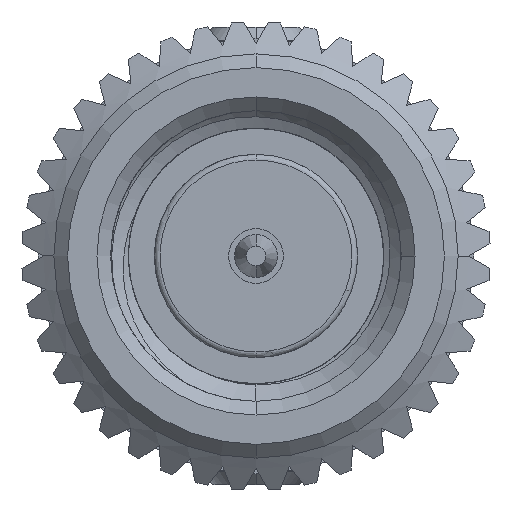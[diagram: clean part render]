
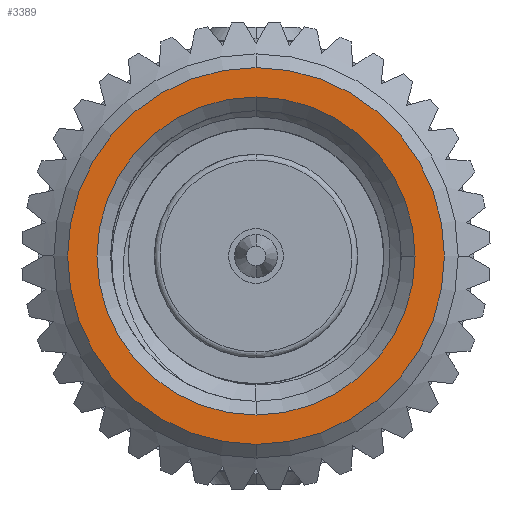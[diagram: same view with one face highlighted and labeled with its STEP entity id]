
A CAD part, left-side view. The second image highlights one B-rep face of the part: STEP entity #3389.
In plain terms, the highlighted face is planar.
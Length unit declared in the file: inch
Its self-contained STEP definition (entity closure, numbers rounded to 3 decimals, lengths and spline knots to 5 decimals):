
#332 = CARTESIAN_POINT ( 'NONE',  ( 0.13681, -1.00394, 0. ) ) ;
#430 = FACE_OUTER_BOUND ( 'NONE', #2588, .T. ) ;
#735 = CARTESIAN_POINT ( 'NONE',  ( 0., -1.00394, -0.13681 ) ) ;
#1524 = CARTESIAN_POINT ( 'NONE',  ( 0., -1.00394, 0. ) ) ;
#1764 = VERTEX_POINT ( 'NONE', #735 ) ;
#1790 = ORIENTED_EDGE ( 'NONE', *, *, #2195, .F. ) ;
#2023 = CARTESIAN_POINT ( 'NONE',  ( 0., -1.00394, -0.16206 ) ) ;
#2161 = VERTEX_POINT ( 'NONE', #5769 ) ;
#2195 = EDGE_CURVE ( 'NONE', #3418, #5950, #4399, .T. ) ;
#2588 = EDGE_LOOP ( 'NONE', ( #3312, #1790 ) ) ;
#2813 = CIRCLE ( 'NONE', #4018, 0.16206 ) ;
#3266 = CIRCLE ( 'NONE', #5535, 0.13681 ) ;
#3281 = VERTEX_POINT ( 'NONE', #332 ) ;
#3306 = CARTESIAN_POINT ( 'NONE',  ( 0., -1.00394, 0.16206 ) ) ;
#3312 = ORIENTED_EDGE ( 'NONE', *, *, #6475, .F. ) ;
#3327 = CARTESIAN_POINT ( 'NONE',  ( 0., -1.00394, 0. ) ) ;
#3389 = ADVANCED_FACE ( 'NONE', ( #430, #6970 ), #4003, .T. ) ;
#3418 = VERTEX_POINT ( 'NONE', #2023 ) ;
#3440 = CARTESIAN_POINT ( 'NONE',  ( 0., -1.00394, 0. ) ) ;
#3912 = EDGE_LOOP ( 'NONE', ( #8574, #4741, #8571 ) ) ;
#3943 = DIRECTION ( 'NONE',  ( 1., 0., 0. ) ) ;
#4003 = PLANE ( 'NONE',  #6369 ) ;
#4018 = AXIS2_PLACEMENT_3D ( 'NONE', #8785, #8606, #8650 ) ;
#4154 = DIRECTION ( 'NONE',  ( 0., 1., 0. ) ) ;
#4399 = CIRCLE ( 'NONE', #5593, 0.16206 ) ;
#4541 = EDGE_CURVE ( 'NONE', #1764, #2161, #8803, .T. ) ;
#4741 = ORIENTED_EDGE ( 'NONE', *, *, #6099, .T. ) ;
#4747 = AXIS2_PLACEMENT_3D ( 'NONE', #3327, #6869, #3943 ) ;
#4921 = CIRCLE ( 'NONE', #8535, 0.13681 ) ;
#5535 = AXIS2_PLACEMENT_3D ( 'NONE', #3440, #8531, #6460 ) ;
#5593 = AXIS2_PLACEMENT_3D ( 'NONE', #1524, #7930, #5717 ) ;
#5717 = DIRECTION ( 'NONE',  ( 0., 0., 1. ) ) ;
#5769 = CARTESIAN_POINT ( 'NONE',  ( 0., -1.00394, 0.13681 ) ) ;
#5950 = VERTEX_POINT ( 'NONE', #3306 ) ;
#6099 = EDGE_CURVE ( 'NONE', #3281, #1764, #4921, .T. ) ;
#6369 = AXIS2_PLACEMENT_3D ( 'NONE', #9092, #7014, #7760 ) ;
#6460 = DIRECTION ( 'NONE',  ( 1., 0., 0. ) ) ;
#6466 = CARTESIAN_POINT ( 'NONE',  ( 0., -1.00394, 0. ) ) ;
#6475 = EDGE_CURVE ( 'NONE', #5950, #3418, #2813, .T. ) ;
#6735 = EDGE_CURVE ( 'NONE', #2161, #3281, #3266, .T. ) ;
#6869 = DIRECTION ( 'NONE',  ( 0., 1., 0. ) ) ;
#6970 = FACE_BOUND ( 'NONE', #3912, .T. ) ;
#7014 = DIRECTION ( 'NONE',  ( 0., -1., 0. ) ) ;
#7760 = DIRECTION ( 'NONE',  ( 0., 0., -1. ) ) ;
#7930 = DIRECTION ( 'NONE',  ( 0., 1., 0. ) ) ;
#8493 = DIRECTION ( 'NONE',  ( 1., 0., 0. ) ) ;
#8531 = DIRECTION ( 'NONE',  ( 0., 1., 0. ) ) ;
#8535 = AXIS2_PLACEMENT_3D ( 'NONE', #6466, #4154, #8493 ) ;
#8571 = ORIENTED_EDGE ( 'NONE', *, *, #4541, .T. ) ;
#8574 = ORIENTED_EDGE ( 'NONE', *, *, #6735, .T. ) ;
#8606 = DIRECTION ( 'NONE',  ( 0., 1., 0. ) ) ;
#8650 = DIRECTION ( 'NONE',  ( 0., 0., 1. ) ) ;
#8785 = CARTESIAN_POINT ( 'NONE',  ( 0., -1.00394, 0. ) ) ;
#8803 = CIRCLE ( 'NONE', #4747, 0.13681 ) ;
#9092 = CARTESIAN_POINT ( 'NONE',  ( -0.17387, -1.00394, 0. ) ) ;
